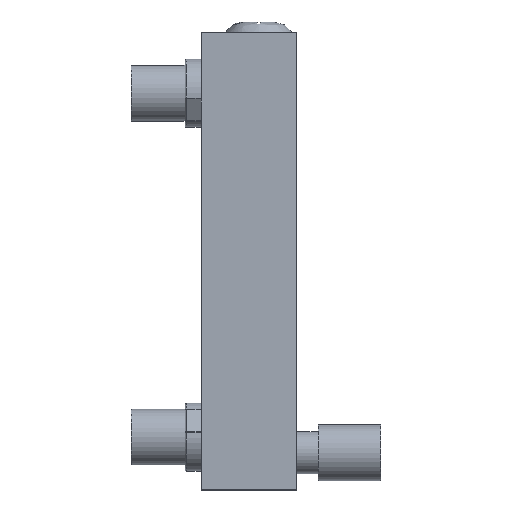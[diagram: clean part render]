
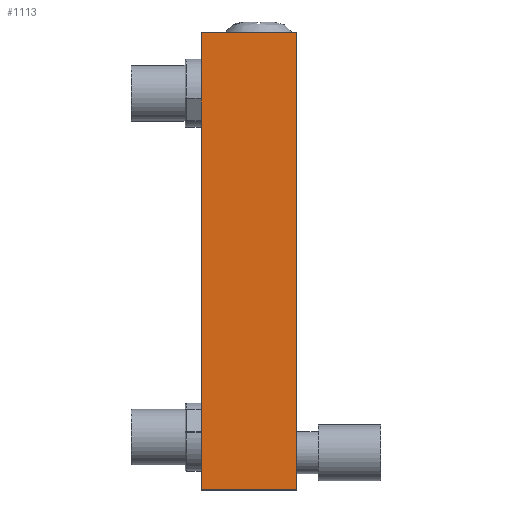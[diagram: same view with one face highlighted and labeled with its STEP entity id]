
A CAD part, top view. The second image highlights one B-rep face of the part: STEP entity #1113.
In plain terms, the highlighted planar face has unit normal (0, 0, 1).
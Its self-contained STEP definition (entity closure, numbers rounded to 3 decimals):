
#82=LINE('',#2020,#142);
#90=LINE('',#2035,#150);
#91=LINE('',#2037,#151);
#92=LINE('',#2038,#152);
#142=VECTOR('',#1636,10.);
#150=VECTOR('',#1648,10.);
#151=VECTOR('',#1651,10.);
#152=VECTOR('',#1652,10.);
#257=FACE_OUTER_BOUND('',#337,.T.);
#337=EDGE_LOOP('',(#968,#969,#970,#971));
#519=VERTEX_POINT('',#2017);
#520=VERTEX_POINT('',#2019);
#524=VERTEX_POINT('',#2031);
#525=VERTEX_POINT('',#2033);
#667=EDGE_CURVE('',#519,#520,#82,.T.);
#675=EDGE_CURVE('',#524,#525,#90,.T.);
#676=EDGE_CURVE('',#519,#524,#91,.T.);
#677=EDGE_CURVE('',#520,#525,#92,.T.);
#968=ORIENTED_EDGE('',*,*,#676,.T.);
#969=ORIENTED_EDGE('',*,*,#675,.T.);
#970=ORIENTED_EDGE('',*,*,#677,.F.);
#971=ORIENTED_EDGE('',*,*,#667,.F.);
#1008=PLANE('',#1286);
#1113=ADVANCED_FACE('',(#257),#1008,.T.);
#1286=AXIS2_PLACEMENT_3D('',#2036,#1649,#1650);
#1636=DIRECTION('',(0.,1.,0.));
#1648=DIRECTION('',(0.,1.,0.));
#1649=DIRECTION('center_axis',(0.,0.,1.));
#1650=DIRECTION('ref_axis',(1.,0.,0.));
#1651=DIRECTION('',(1.,0.,0.));
#1652=DIRECTION('',(1.,0.,0.));
#2017=CARTESIAN_POINT('',(-17.45,0.,15.95));
#2019=CARTESIAN_POINT('',(-17.45,167.7,15.95));
#2020=CARTESIAN_POINT('',(-17.45,0.,15.95));
#2031=CARTESIAN_POINT('',(17.45,0.,15.95));
#2033=CARTESIAN_POINT('',(17.45,167.7,15.95));
#2035=CARTESIAN_POINT('',(17.45,0.,15.95));
#2036=CARTESIAN_POINT('Origin',(-17.45,0.,15.95));
#2037=CARTESIAN_POINT('',(-17.45,0.,15.95));
#2038=CARTESIAN_POINT('',(-17.45,167.7,15.95));
